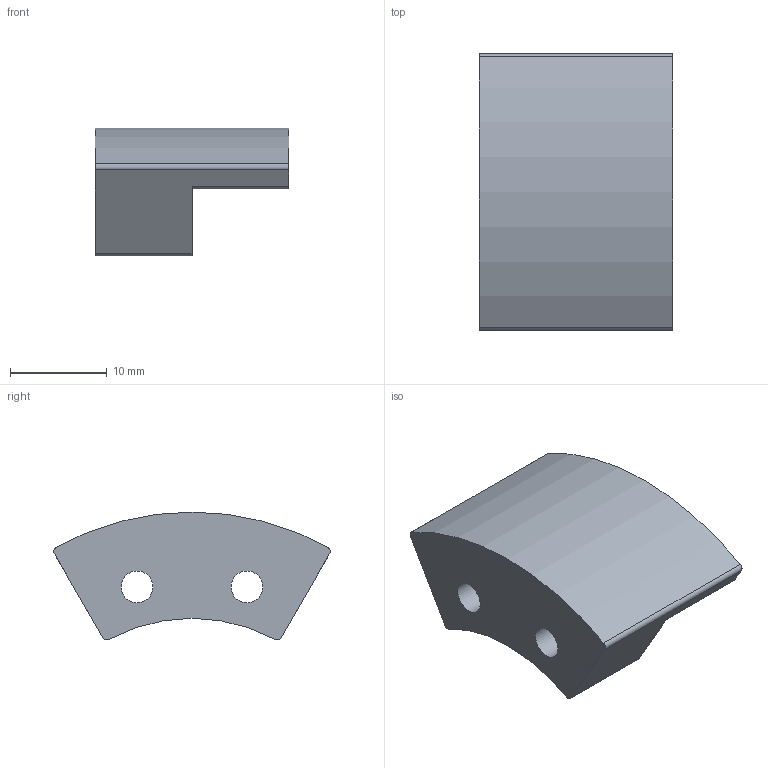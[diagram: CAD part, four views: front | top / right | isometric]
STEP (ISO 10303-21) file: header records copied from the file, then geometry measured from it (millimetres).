
FILE_DESCRIPTION(('FreeCAD Model'),'2;1');
FILE_NAME('Open CASCADE Shape Model','2021-12-09T13:44:16',('Author'),( ''),'Open CASCADE STEP processor 7.4','FreeCAD','Unknown');
FILE_SCHEMA(('AUTOMOTIVE_DESIGN { 1 0 10303 214 1 1 1 1 }'));
Length unit declared in the file: millimetre
Products named in the file (1): _Arc_Holder_V3_001
Bounding box: 20 x 28.63 x 13.23 mm (x, y, z)
Volume: 3395.6 mm3; surface area: 2045.1 mm2
Topology: 1 solids, 1 shells, 16 faces, 44 edges, 30 vertices
Faces by surface type: cylinder 11, plane 5
Full cylindrical faces by diameter (mm): 3.3 x2
Entity records: 1152 total; most frequent: CARTESIAN_POINT 227, DIRECTION 180, ORIENTED_EDGE 88, LINE 88, VECTOR 88, PCURVE 88, DEFINITIONAL_REPRESENTATION 88, EDGE_CURVE 44
